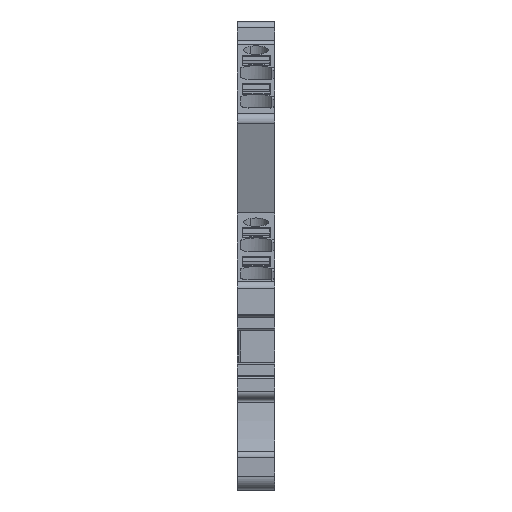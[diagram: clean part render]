
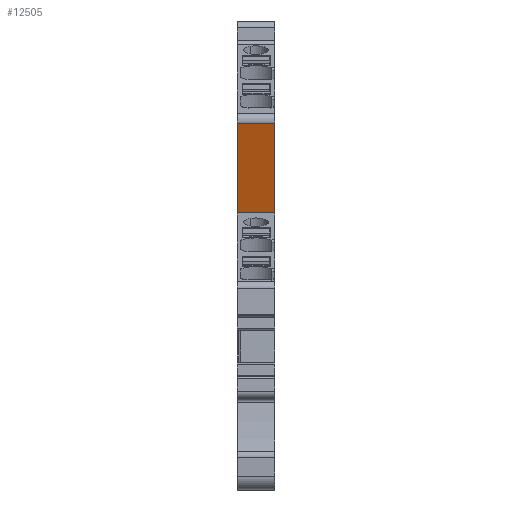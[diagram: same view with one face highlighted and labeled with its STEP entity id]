
A CAD part, front view. The second image highlights one B-rep face of the part: STEP entity #12505.
In plain terms, the highlighted planar face has unit normal (0, -0.94, -0.342).
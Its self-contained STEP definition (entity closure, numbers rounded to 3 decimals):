
#12492=AXIS2_PLACEMENT_3D('Plane Axis2P3D',#12489,#12490,#12491) ;
#2179=CARTESIAN_POINT('Vertex',(5.1,23.41,49.955)) ;
#2182=CARTESIAN_POINT('Line Origine',(5.1,25.633,43.847)) ;
#2186=CARTESIAN_POINT('Vertex',(5.1,27.856,37.739)) ;
#3665=CARTESIAN_POINT('Vertex',(0.,27.856,37.739)) ;
#3668=CARTESIAN_POINT('Line Origine',(0.,25.633,43.847)) ;
#3672=CARTESIAN_POINT('Vertex',(0.,23.41,49.955)) ;
#12476=CARTESIAN_POINT('Line Origine',(2.55,23.41,49.955)) ;
#12489=CARTESIAN_POINT('Axis2P3D Location',(0.,23.41,49.955)) ;
#12494=CARTESIAN_POINT('Line Origine',(2.55,27.856,37.739)) ;
#2183=DIRECTION('Vector Direction',(0.,0.342,-0.94)) ;
#3669=DIRECTION('Vector Direction',(0.,0.342,-0.94)) ;
#12477=DIRECTION('Vector Direction',(1.,0.,0.)) ;
#12490=DIRECTION('Axis2P3D Direction',(0.,-0.94,-0.342)) ;
#12491=DIRECTION('Axis2P3D XDirection',(0.,0.342,-0.94)) ;
#12495=DIRECTION('Vector Direction',(-1.,0.,0.)) ;
#2184=VECTOR('Line Direction',#2183,1.) ;
#3670=VECTOR('Line Direction',#3669,1.) ;
#12478=VECTOR('Line Direction',#12477,1.) ;
#12496=VECTOR('Line Direction',#12495,1.) ;
#12500=ORIENTED_EDGE('',*,*,#12498,.F.) ;
#12501=ORIENTED_EDGE('',*,*,#2188,.F.) ;
#12502=ORIENTED_EDGE('',*,*,#12480,.T.) ;
#12503=ORIENTED_EDGE('',*,*,#3674,.T.) ;
#12505=ADVANCED_FACE('V1',(#12504),#12493,.T.) ;
#2188=EDGE_CURVE('',#2180,#2187,#2185,.T.) ;
#3674=EDGE_CURVE('',#3673,#3666,#3671,.T.) ;
#12480=EDGE_CURVE('',#2180,#3673,#12479,.F.) ;
#12498=EDGE_CURVE('',#2187,#3666,#12497,.T.) ;
#12499=EDGE_LOOP('',(#12500,#12501,#12502,#12503)) ;
#12504=FACE_OUTER_BOUND('',#12499,.T.) ;
#2185=LINE('Line',#2182,#2184) ;
#3671=LINE('Line',#3668,#3670) ;
#12479=LINE('Line',#12476,#12478) ;
#12497=LINE('Line',#12494,#12496) ;
#12493=PLANE('',#12492) ;
#2180=VERTEX_POINT('',#2179) ;
#2187=VERTEX_POINT('',#2186) ;
#3666=VERTEX_POINT('',#3665) ;
#3673=VERTEX_POINT('',#3672) ;
